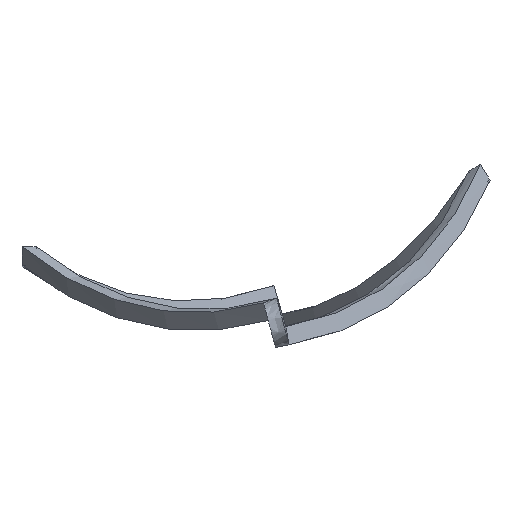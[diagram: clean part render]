
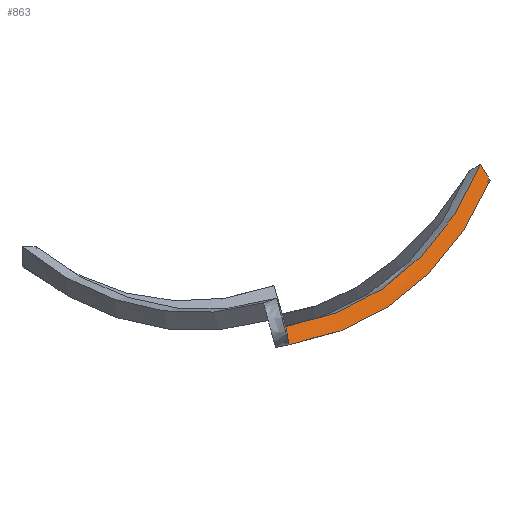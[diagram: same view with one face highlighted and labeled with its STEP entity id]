
A CAD part, top view. The second image highlights one B-rep face of the part: STEP entity #863.
In plain terms, the highlighted free-form (B-spline) face has degree [3, 2] with [6, 3] control points.
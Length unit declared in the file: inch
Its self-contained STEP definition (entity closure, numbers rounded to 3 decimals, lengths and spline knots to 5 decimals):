
#136=CARTESIAN_POINT('',(24.38099,-41.50965,41.21818));
#137=VERTEX_POINT('',#136);
#145=CARTESIAN_POINT('',(24.90008,-42.36102,40.91355));
#146=VERTEX_POINT('',#145);
#147=CARTESIAN_POINT('',(24.38099,-41.50965,41.21818));
#148=CARTESIAN_POINT('',(24.39628,-41.53471,41.20921));
#149=CARTESIAN_POINT('',(24.41062,-41.55821,41.2008));
#150=CARTESIAN_POINT('',(24.42593,-41.5833,41.19183));
#151=CARTESIAN_POINT('',(24.44124,-41.60839,41.18285));
#152=CARTESIAN_POINT('',(24.45753,-41.63507,41.17331));
#153=CARTESIAN_POINT('',(24.47648,-41.66612,41.16221));
#154=CARTESIAN_POINT('',(24.48595,-41.68165,41.15665));
#155=CARTESIAN_POINT('',(24.49609,-41.69826,41.15071));
#156=CARTESIAN_POINT('',(24.50581,-41.71418,41.14501));
#157=CARTESIAN_POINT('',(24.51552,-41.7301,41.13932));
#158=CARTESIAN_POINT('',(24.52481,-41.74532,41.13388));
#159=CARTESIAN_POINT('',(24.53394,-41.76029,41.12852));
#160=CARTESIAN_POINT('',(24.55774,-41.79928,41.11458));
#161=CARTESIAN_POINT('',(24.58049,-41.83657,41.10124));
#162=CARTESIAN_POINT('',(24.60425,-41.87553,41.0873));
#163=CARTESIAN_POINT('',(24.61613,-41.89501,41.08033));
#164=CARTESIAN_POINT('',(24.62826,-41.9149,41.07321));
#165=CARTESIAN_POINT('',(24.64042,-41.93484,41.06608));
#166=CARTESIAN_POINT('',(24.67701,-41.99483,41.04461));
#167=CARTESIAN_POINT('',(24.71383,-42.05523,41.023));
#168=CARTESIAN_POINT('',(24.7506,-42.11559,41.0014));
#169=CARTESIAN_POINT('',(24.80024,-42.19705,40.97225));
#170=CARTESIAN_POINT('',(24.85007,-42.27886,40.94297));
#171=CARTESIAN_POINT('',(24.90008,-42.36102,40.91355));
#172=B_SPLINE_CURVE_WITH_KNOTS('',3,(#147,#148,#149,#150,#151,#152,#153,#154,#155,#156,#157,#158,#159,#160,#161,#162,#163,#164,#165,#166,#167,#168,#169,#170,#171),.UNSPECIFIED.,.F.,.U.,(4,3,3,3,3,3,3,3,4),(-2.76984,-2.48004,-2.19023,-2.04533,-1.90043,-1.523,-1.33429,-0.76645,0.0),.UNSPECIFIED.);
#173=EDGE_CURVE('',#137,#146,#172,.T.);
#768=CARTESIAN_POINT('',(14.0436,-51.28374,53.47027));
#769=VERTEX_POINT('',#768);
#803=CARTESIAN_POINT('',(6.44209,-28.35517,49.04914));
#804=DIRECTION('',(0.581,0.336,0.741));
#805=DIRECTION('',(0.31,-0.934,0.18));
#806=AXIS2_PLACEMENT_3D('',#803,#804,#805);
#807=CIRCLE('',#806,24.55706);
#808=EDGE_CURVE('',#769,#146,#807,.T.);
#813=CARTESIAN_POINT('',(13.8581,-50.30415,53.45517));
#814=CARTESIAN_POINT('',(13.8818,-50.42947,53.45709));
#815=CARTESIAN_POINT('',(13.90885,-50.57194,53.45932));
#816=CARTESIAN_POINT('',(13.98255,-50.96096,53.46533));
#817=CARTESIAN_POINT('',(14.01253,-51.11933,53.46777));
#818=CARTESIAN_POINT('',(14.0436,-51.28374,53.47027));
#819=CARTESIAN_POINT('',(21.36766,-49.06223,47.00221));
#820=CARTESIAN_POINT('',(21.43094,-49.18058,46.96994));
#821=CARTESIAN_POINT('',(21.50299,-49.31512,46.93327));
#822=CARTESIAN_POINT('',(21.69955,-49.6825,46.83312));
#823=CARTESIAN_POINT('',(21.77954,-49.83207,46.79233));
#824=CARTESIAN_POINT('',(21.86254,-49.98735,46.74998));
#825=CARTESIAN_POINT('',(24.38099,-41.50965,41.21818));
#826=CARTESIAN_POINT('',(24.45988,-41.58783,41.15547));
#827=CARTESIAN_POINT('',(24.54967,-41.67667,41.08419));
#828=CARTESIAN_POINT('',(24.79469,-41.91933,40.88954));
#829=CARTESIAN_POINT('',(24.8944,-42.01813,40.81029));
#830=CARTESIAN_POINT('',(24.99789,-42.12071,40.728));
#838=(BOUNDED_SURFACE()B_SPLINE_SURFACE(3,2,((#813,#819,#825),(#814,#820,#826),(#815,#821,#827),(#816,#822,#828),(#817,#823,#829),(#818,#824,#830)),.UNSPECIFIED.,.F.,.F.,.U.)B_SPLINE_SURFACE_WITH_KNOTS((4,2,4),(3,3),(-2.95498,-1.27516,0.0),(0.,0.79726),.UNSPECIFIED.)GEOMETRIC_REPRESENTATION_ITEM()RATIONAL_B_SPLINE_SURFACE(((1.,0.862,0.876),(1.,0.862,0.876),(1.,0.862,0.876),(1.,0.862,0.876),(1.,0.862,0.876),(1.,0.862,0.876)))REPRESENTATION_ITEM('')SURFACE());
#839=CARTESIAN_POINT('',(13.8581,-50.30415,53.45517));
#840=VERTEX_POINT('',#839);
#841=CARTESIAN_POINT('',(13.8581,-50.30415,53.45517));
#842=CARTESIAN_POINT('',(13.86886,-50.36106,53.45604));
#843=CARTESIAN_POINT('',(13.88125,-50.42643,53.45705));
#844=CARTESIAN_POINT('',(13.90475,-50.5504,53.45897));
#845=CARTESIAN_POINT('',(13.92,-50.6308,53.46022));
#846=CARTESIAN_POINT('',(13.9732,-50.91157,53.46457));
#847=CARTESIAN_POINT('',(14.00737,-51.09205,53.46735));
#848=CARTESIAN_POINT('',(14.0436,-51.28374,53.47027));
#849=B_SPLINE_CURVE_WITH_KNOTS('',3,(#841,#842,#843,#844,#845,#846,#847,#848),.UNSPECIFIED.,.F.,.U.,(4,2,2,4),(-2.71848,-2.13978,-1.48673,0.0),.UNSPECIFIED.);
#850=EDGE_CURVE('',#840,#769,#849,.T.);
#851=ORIENTED_EDGE('',*,*,#850,.T.);
#852=ORIENTED_EDGE('',*,*,#808,.T.);
#853=ORIENTED_EDGE('',*,*,#173,.F.);
#854=CARTESIAN_POINT('',(6.56404,-28.28476,49.20461));
#855=DIRECTION('',(0.581,0.336,0.741));
#856=DIRECTION('',(0.309,-0.934,0.18));
#857=AXIS2_PLACEMENT_3D('',#854,#855,#856);
#858=CIRCLE('',#857,23.58229);
#859=EDGE_CURVE('',#840,#137,#858,.T.);
#860=ORIENTED_EDGE('',*,*,#859,.F.);
#861=EDGE_LOOP('',(#851,#852,#853,#860));
#862=FACE_OUTER_BOUND('',#861,.T.);
#863=ADVANCED_FACE('',(#862),#838,.T.);
